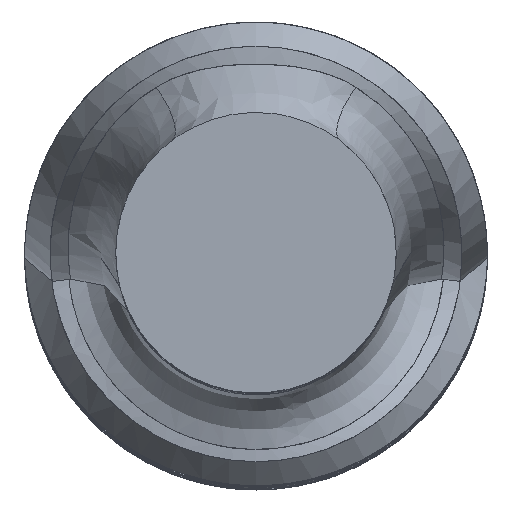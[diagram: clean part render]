
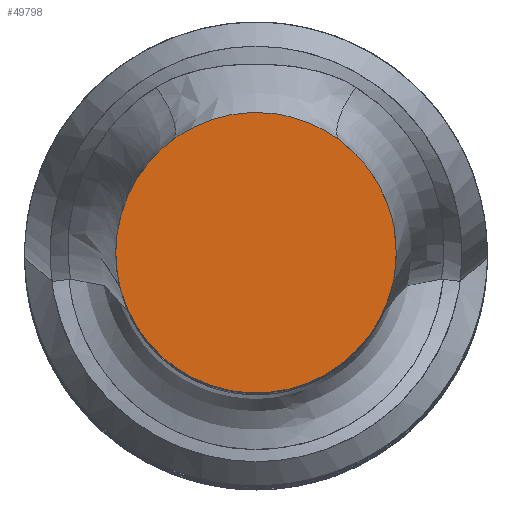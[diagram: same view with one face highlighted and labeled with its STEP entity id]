
A CAD part, top view. The second image highlights one B-rep face of the part: STEP entity #49798.
In plain terms, the highlighted free-form (B-spline) face has degree [1, 1] with [2, 2] control points.
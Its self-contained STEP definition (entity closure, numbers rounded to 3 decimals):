
#49690=CARTESIAN_POINT('',(-23.377,-23.377,375.0));
#49691=CARTESIAN_POINT('',(23.377,-23.377,375.0));
#49692=CARTESIAN_POINT('',(-23.377,23.377,375.0));
#49693=CARTESIAN_POINT('',(23.377,23.377,375.0));
#49694=QUASI_UNIFORM_SURFACE('',1,1,((#49690,#49692),(#49691,#49693)),.UNSPECIFIED.,.F.,.F.,.U.);
#49695=CARTESIAN_POINT('',(23.1,0.0,375.0));
#49696=VERTEX_POINT('',#49695);
#49697=CARTESIAN_POINT('',(23.1,0.0,375.0));
#49698=CARTESIAN_POINT('',(23.073,1.143,375.0));
#49699=CARTESIAN_POINT('',(22.99,2.276,375.0));
#49700=CARTESIAN_POINT('',(22.763,3.954,375.0));
#49701=CARTESIAN_POINT('',(22.413,5.607,375.0));
#49702=CARTESIAN_POINT('',(21.939,7.236,375.0));
#49703=CARTESIAN_POINT('',(21.342,8.84,375.0));
#49704=CARTESIAN_POINT('',(20.879,9.886,375.0));
#49705=CARTESIAN_POINT('',(20.369,10.9,375.0));
#49706=CARTESIAN_POINT('',(19.518,12.364,375.0));
#49707=CARTESIAN_POINT('',(18.561,13.757,375.0));
#49708=CARTESIAN_POINT('',(17.5,15.081,375.0));
#49709=CARTESIAN_POINT('',(16.334,16.334,375.0));
#49710=CARTESIAN_POINT('',(15.506,17.123,375.0));
#49711=CARTESIAN_POINT('',(14.647,17.866,375.0));
#49712=CARTESIAN_POINT('',(13.301,18.892,375.0));
#49713=CARTESIAN_POINT('',(11.884,19.813,375.0));
#49714=CARTESIAN_POINT('',(10.397,20.63,375.0));
#49715=CARTESIAN_POINT('',(8.84,21.342,375.0));
#49716=CARTESIAN_POINT('',(7.773,21.754,375.0));
#49717=CARTESIAN_POINT('',(6.696,22.111,375.0));
#49718=CARTESIAN_POINT('',(5.059,22.544,375.0));
#49719=CARTESIAN_POINT('',(3.397,22.853,375.0));
#49720=CARTESIAN_POINT('',(1.711,23.038,375.0));
#49721=CARTESIAN_POINT('',(0.0,23.1,375.0));
#49722=CARTESIAN_POINT('',(-1.143,23.073,375.0));
#49723=CARTESIAN_POINT('',(-2.276,22.99,375.0));
#49724=CARTESIAN_POINT('',(-3.954,22.763,375.0));
#49725=CARTESIAN_POINT('',(-5.607,22.413,375.0));
#49726=CARTESIAN_POINT('',(-7.236,21.939,375.0));
#49727=CARTESIAN_POINT('',(-8.84,21.342,375.0));
#49728=CARTESIAN_POINT('',(-9.886,20.879,375.0));
#49729=CARTESIAN_POINT('',(-10.9,20.369,375.0));
#49730=CARTESIAN_POINT('',(-12.364,19.518,375.0));
#49731=CARTESIAN_POINT('',(-13.757,18.561,375.0));
#49732=CARTESIAN_POINT('',(-15.081,17.5,375.0));
#49733=CARTESIAN_POINT('',(-16.334,16.334,375.0));
#49734=CARTESIAN_POINT('',(-17.123,15.506,375.0));
#49735=CARTESIAN_POINT('',(-17.866,14.647,375.0));
#49736=CARTESIAN_POINT('',(-18.892,13.301,375.0));
#49737=CARTESIAN_POINT('',(-19.813,11.884,375.0));
#49738=CARTESIAN_POINT('',(-20.63,10.397,375.0));
#49739=CARTESIAN_POINT('',(-21.342,8.84,375.0));
#49740=CARTESIAN_POINT('',(-21.754,7.773,375.0));
#49741=CARTESIAN_POINT('',(-22.111,6.696,375.0));
#49742=CARTESIAN_POINT('',(-22.544,5.059,375.0));
#49743=CARTESIAN_POINT('',(-22.853,3.397,375.0));
#49744=CARTESIAN_POINT('',(-23.038,1.711,375.0));
#49745=CARTESIAN_POINT('',(-23.1,0.,375.0));
#49746=CARTESIAN_POINT('',(-23.073,-1.143,375.0));
#49747=CARTESIAN_POINT('',(-22.99,-2.276,375.0));
#49748=CARTESIAN_POINT('',(-22.763,-3.954,375.0));
#49749=CARTESIAN_POINT('',(-22.413,-5.607,375.0));
#49750=CARTESIAN_POINT('',(-21.939,-7.236,375.0));
#49751=CARTESIAN_POINT('',(-21.342,-8.84,375.0));
#49752=CARTESIAN_POINT('',(-20.879,-9.886,375.0));
#49753=CARTESIAN_POINT('',(-20.369,-10.9,375.0));
#49754=CARTESIAN_POINT('',(-19.518,-12.364,375.0));
#49755=CARTESIAN_POINT('',(-18.561,-13.757,375.0));
#49756=CARTESIAN_POINT('',(-17.5,-15.081,375.0));
#49757=CARTESIAN_POINT('',(-16.334,-16.334,375.0));
#49758=CARTESIAN_POINT('',(-15.506,-17.123,375.0));
#49759=CARTESIAN_POINT('',(-14.647,-17.866,375.0));
#49760=CARTESIAN_POINT('',(-13.301,-18.892,375.0));
#49761=CARTESIAN_POINT('',(-11.884,-19.813,375.0));
#49762=CARTESIAN_POINT('',(-10.397,-20.63,375.0));
#49763=CARTESIAN_POINT('',(-8.84,-21.342,375.0));
#49764=CARTESIAN_POINT('',(-7.773,-21.754,375.0));
#49765=CARTESIAN_POINT('',(-6.696,-22.111,375.0));
#49766=CARTESIAN_POINT('',(-5.059,-22.544,375.0));
#49767=CARTESIAN_POINT('',(-3.397,-22.853,375.0));
#49768=CARTESIAN_POINT('',(-1.711,-23.038,375.0));
#49769=CARTESIAN_POINT('',(0.,-23.1,375.0));
#49770=CARTESIAN_POINT('',(1.143,-23.073,375.0));
#49771=CARTESIAN_POINT('',(2.276,-22.99,375.0));
#49772=CARTESIAN_POINT('',(3.954,-22.763,375.0));
#49773=CARTESIAN_POINT('',(5.607,-22.413,375.0));
#49774=CARTESIAN_POINT('',(7.236,-21.939,375.0));
#49775=CARTESIAN_POINT('',(8.84,-21.342,375.0));
#49776=CARTESIAN_POINT('',(9.886,-20.879,375.0));
#49777=CARTESIAN_POINT('',(10.9,-20.369,375.0));
#49778=CARTESIAN_POINT('',(12.364,-19.518,375.0));
#49779=CARTESIAN_POINT('',(13.757,-18.561,375.0));
#49780=CARTESIAN_POINT('',(15.081,-17.5,375.0));
#49781=CARTESIAN_POINT('',(16.334,-16.334,375.0));
#49782=CARTESIAN_POINT('',(17.123,-15.506,375.0));
#49783=CARTESIAN_POINT('',(17.866,-14.647,375.0));
#49784=CARTESIAN_POINT('',(18.892,-13.301,375.0));
#49785=CARTESIAN_POINT('',(19.813,-11.884,375.0));
#49786=CARTESIAN_POINT('',(20.63,-10.397,375.0));
#49787=CARTESIAN_POINT('',(21.342,-8.84,375.0));
#49788=CARTESIAN_POINT('',(21.754,-7.773,375.0));
#49789=CARTESIAN_POINT('',(22.111,-6.696,375.0));
#49790=CARTESIAN_POINT('',(22.544,-5.059,375.0));
#49791=CARTESIAN_POINT('',(22.853,-3.397,375.0));
#49792=CARTESIAN_POINT('',(23.1,0.0,375.0));
#49793=B_SPLINE_CURVE_WITH_KNOTS('',1,(#49697,#49698,#49699,#49700,#49701,#49702,#49703,#49704,#49705,#49706,#49707,#49708,#49709,#49710,#49711,#49712,#49713,#49714,#49715,#49716,#49717,#49718,#49719,#49720,#49721,#49722,#49723,#49724,#49725,#49726,#49727,#49728,#49729,#49730,#49731,#49732,#49733,#49734,#49735,#49736,#49737,#49738,#49739,#49740,#49741,#49742,#49743,#49744,#49745,#49746,#49747,#49748,#49749,#49750,#49751,#49752,#49753,#49754,#49755,#49756,#49757,#49758,#49759,#49760,#49761,#49762,#49763,#49764,#49765,#49766,#49767,#49768,#49769,#49770,#49771,#49772,#49773,#49774,#49775,#49776,#49777,#49778,#49779,#49780,#49781,#49782,#49783,#49784,#49785,#49786,#49787,#49788,#49789,#49790,#49791,#49792),.UNSPECIFIED.,.T.,.U.,(2,1,1,1,1,1,1,1,1,1,1,1,1,1,1,1,1,1,1,1,1,1,1,1,1,1,1,1,1,1,1,1,1,1,1,1,1,1,1,1,1,1,1,1,1,1,1,1,1,1,1,1,1,1,1,1,1,1,1,1,1,1,1,1,1,1,1,1,1,1,1,1,1,1,1,1,1,1,1,1,1,1,1,1,1,1,1,1,1,1,1,1,1,1,1,2),(0.0,0.008,0.016,0.027,0.039,0.051,0.063,0.07,0.078,0.09,0.102,0.113,0.125,0.133,0.141,0.152,0.164,0.176,0.188,0.195,0.203,0.215,0.227,0.238,0.25,0.258,0.266,0.277,0.289,0.301,0.313,0.32,0.328,0.34,0.352,0.363,0.375,0.383,0.391,0.402,0.414,0.426,0.438,0.445,0.453,0.465,0.477,0.488,0.5,0.508,0.516,0.527,0.539,0.551,0.563,0.57,0.578,0.59,0.602,0.613,0.625,0.633,0.641,0.652,0.664,0.676,0.688,0.695,0.703,0.715,0.727,0.738,0.75,0.758,0.766,0.777,0.789,0.801,0.813,0.82,0.828,0.84,0.852,0.863,0.875,0.883,0.891,0.902,0.914,0.926,0.938,0.945,0.953,0.965,0.977,1.0),.UNSPECIFIED.);
#49794=EDGE_CURVE('',#49696,#49696,#49793,.T.);
#49795=ORIENTED_EDGE('',*,*,#49794,.T.);
#49796=EDGE_LOOP('',(#49795));
#49797=FACE_OUTER_BOUND('',#49796,.T.);
#49798=ADVANCED_FACE('',(#49797),#49694,.T.);
